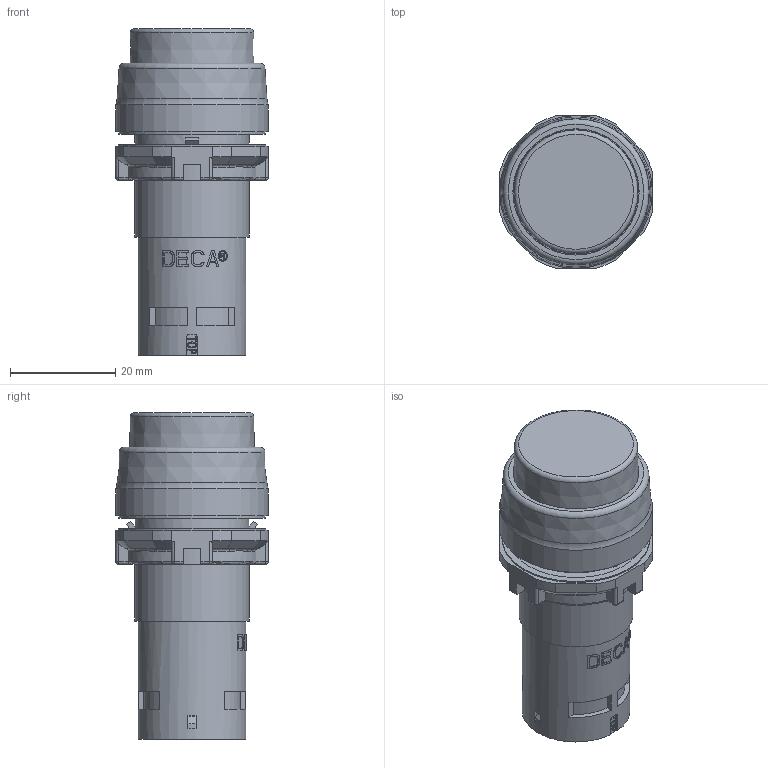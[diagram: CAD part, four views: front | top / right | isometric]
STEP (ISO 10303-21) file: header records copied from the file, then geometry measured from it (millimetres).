
FILE_DESCRIPTION( ( 'Unknown' ), '1' );
FILE_NAME( 'C2B-M2E11x_Solid3D-20190619.stp', 'Unknown', ( 'Unknown' ), ( 'Unknown' ), 'XStep 1.0', 'Unknown', ' ' );
FILE_SCHEMA( ( 'CONFIG_CONTROL_DESIGN' ) );
Length unit declared in the file: millimetre
Products named in the file (1): 1
Bounding box: 29 x 29 x 62.1 mm (x, y, z)
Volume: 27109.2 mm3; surface area: 7042.8 mm2
Topology: 1 solids, 1 shells, 671 faces, 1736 edges, 1116 vertices
Faces by surface type: plane 338, cylinder 196, torus 55, extrusion 51, cone 13, bspline 10, sphere 8
Full cylindrical faces by diameter (mm): 20.5 x1, 21.72 x2, 24 x1, 25.4 x1, 27.8 x1, 28 x1, 29 x1
Entity records: 21529 total; most frequent: CARTESIAN_POINT 5385, ORIENTED_EDGE 3398, DIRECTION 3271, EDGE_CURVE 1699, AXIS2_PLACEMENT_3D 1198, VERTEX_POINT 1099, VECTOR 875, LINE 824
